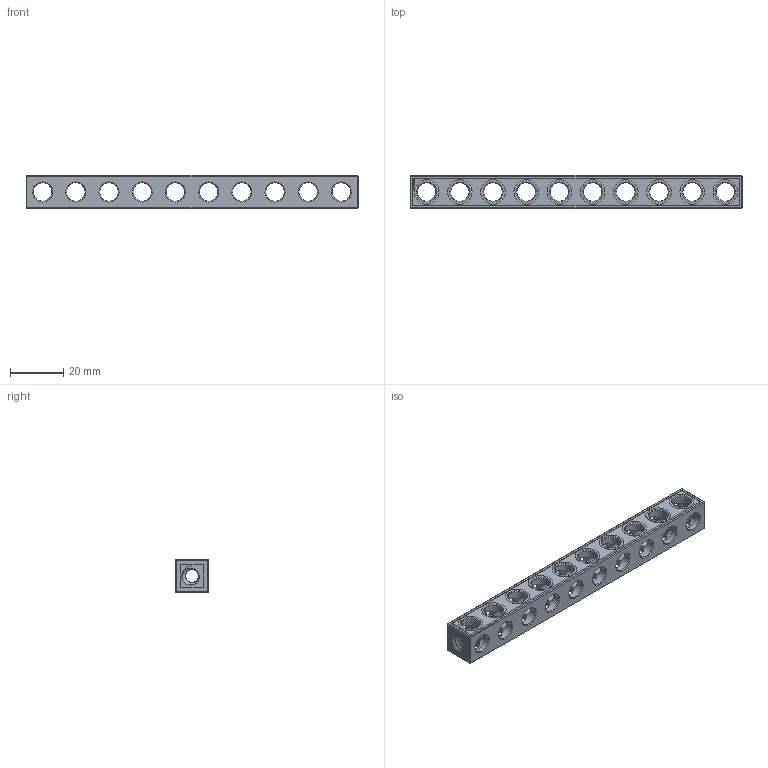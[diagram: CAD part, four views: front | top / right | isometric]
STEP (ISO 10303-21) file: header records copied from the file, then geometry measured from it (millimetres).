
FILE_DESCRIPTION(('FreeCAD Model'),'2;1');
FILE_NAME('Open CASCADE Shape Model','2021-07-01T22:44:06',( 'Paulo Kiefe'),('STEMFIE.org'),'Open CASCADE STEP processor 7.4', 'FreeCAD','Unknown');
FILE_SCHEMA(('AUTOMOTIVE_DESIGN { 1 0 10303 214 1 1 1 1 }'));
Products named in the file (1): Beam_STR_ESS_ERHRH_DE_BU10x01x01_-_SPN-BEM-0809_(stemfie.org)
Bounding box: 125 x 12.5 x 12.5 mm (x, y, z)
Volume: 9891.3 mm3; surface area: 9265 mm2
Topology: 1 solids, 1 shells, 685 faces, 2048 edges, 1372 vertices
Faces by surface type: plane 344, extrusion 194, cylinder 71, cone 40, bspline 36
Full cylindrical faces by diameter (mm): 7 x55, 9.2 x10
Entity records: 88092 total; most frequent: CARTESIAN_POINT 50448, DIRECTION 5708, VECTOR 4118, ORIENTED_EDGE 4096, PCURVE 4096, DEFINITIONAL_REPRESENTATION 4096, LINE 3924, EDGE_CURVE 2048
